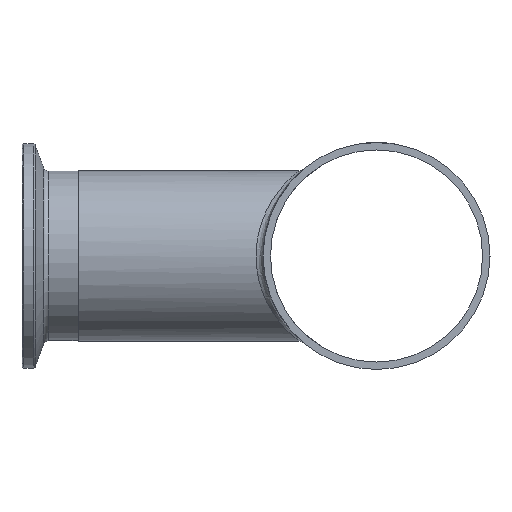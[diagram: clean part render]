
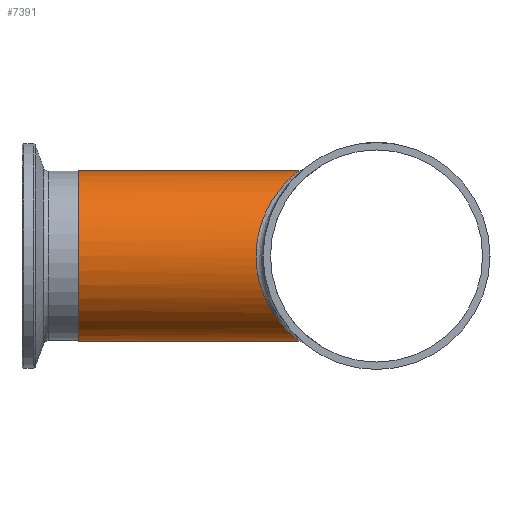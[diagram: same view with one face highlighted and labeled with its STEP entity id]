
A CAD part, left-side view. The second image highlights one B-rep face of the part: STEP entity #7391.
In plain terms, the highlighted cylindrical face has radius 19.05 mm (diameter 38.1 mm), a full revolution.
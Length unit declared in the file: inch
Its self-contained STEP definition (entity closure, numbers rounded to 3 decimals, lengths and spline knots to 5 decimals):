
#163=FACE_BOUND('',#1393,.T.);
#929=FACE_OUTER_BOUND('',#1392,.T.);
#1392=EDGE_LOOP('',(#6865));
#1393=EDGE_LOOP('',(#6866));
#2580=CIRCLE('',#7857,0.75);
#2920=B_SPLINE_CURVE_WITH_KNOTS('',3,(#15991,#15992,#15993,#15994,#15995,
#15996,#15997,#15998,#15999,#16000,#16001,#16002,#16003,#16004,#16005,#16006,
#16007,#16008,#16009,#16010,#16011,#16012,#16013,#16014,#16015),
 .UNSPECIFIED.,.T.,.F.,(4,1,1,1,1,1,1,1,1,1,1,1,1,1,1,1,1,1,1,1,1,1,4),
(0.,0.43397,0.86793,1.73586,2.31449,
2.89311,3.47173,4.05035,4.62897,5.20759,
5.78621,6.07553,6.36484,6.94346,7.52208,
8.1007,8.67932,9.25794,9.83656,10.41519,
11.28312,11.71708,12.15105),.UNSPECIFIED.);
#3643=VERTEX_POINT('',#15862);
#3644=VERTEX_POINT('',#15989);
#4720=EDGE_CURVE('',#3643,#3643,#2580,.T.);
#4722=EDGE_CURVE('',#3644,#3644,#2920,.T.);
#6865=ORIENTED_EDGE('',*,*,#4720,.T.);
#6866=ORIENTED_EDGE('',*,*,#4722,.F.);
#6921=CYLINDRICAL_SURFACE('',#7859,0.75);
#7391=ADVANCED_FACE('',(#929,#163),#6921,.T.);
#7857=AXIS2_PLACEMENT_3D('',#15863,#9299,#9300);
#7859=AXIS2_PLACEMENT_3D('',#16016,#9303,#9304);
#9299=DIRECTION('center_axis',(0.,-1.,0.));
#9300=DIRECTION('ref_axis',(1.,0.,0.));
#9303=DIRECTION('center_axis',(0.,-1.,0.));
#9304=DIRECTION('ref_axis',(1.,0.,0.));
#15862=CARTESIAN_POINT('',(-0.75,2.625,0.));
#15863=CARTESIAN_POINT('Origin',(0.,2.625,0.));
#15989=CARTESIAN_POINT('',(0.,0.68465,0.75));
#15991=CARTESIAN_POINT('Ctrl Pts',(0.,0.68461,
0.75002));
#15992=CARTESIAN_POINT('Ctrl Pts',(-0.05895,0.68461,
0.75002));
#15993=CARTESIAN_POINT('Ctrl Pts',(-0.17684,0.70351,
0.73573));
#15994=CARTESIAN_POINT('Ctrl Pts',(-0.38611,0.79281,
0.65873));
#15995=CARTESIAN_POINT('Ctrl Pts',(-0.56895,0.91848,
0.51343));
#15996=CARTESIAN_POINT('Ctrl Pts',(-0.70415,1.0243,0.29035));
#15997=CARTESIAN_POINT('Ctrl Pts',(-0.76032,1.0712,
0.06062));
#15998=CARTESIAN_POINT('Ctrl Pts',(-0.74093,1.05483,
-0.17915));
#15999=CARTESIAN_POINT('Ctrl Pts',(-0.65246,0.98283,
-0.39159));
#16000=CARTESIAN_POINT('Ctrl Pts',(-0.51371,0.87919,
-0.56011));
#16001=CARTESIAN_POINT('Ctrl Pts',(-0.33692,0.7685,
-0.68177));
#16002=CARTESIAN_POINT('Ctrl Pts',(-0.15753,0.69703,
-0.74051));
#16003=CARTESIAN_POINT('Ctrl Pts',(-0.00002,0.68051,
-0.75317));
#16004=CARTESIAN_POINT('Ctrl Pts',(0.15751,0.697,
-0.74053));
#16005=CARTESIAN_POINT('Ctrl Pts',(0.33692,0.76852,
-0.68176));
#16006=CARTESIAN_POINT('Ctrl Pts',(0.51371,0.87919,
-0.56012));
#16007=CARTESIAN_POINT('Ctrl Pts',(0.65247,0.98282,
-0.39159));
#16008=CARTESIAN_POINT('Ctrl Pts',(0.74095,1.05484,-0.17912));
#16009=CARTESIAN_POINT('Ctrl Pts',(0.76031,1.07119,0.06062));
#16010=CARTESIAN_POINT('Ctrl Pts',(0.70415,1.0243,0.29036));
#16011=CARTESIAN_POINT('Ctrl Pts',(0.56895,0.91848,
0.51343));
#16012=CARTESIAN_POINT('Ctrl Pts',(0.3861,0.7928,
0.65874));
#16013=CARTESIAN_POINT('Ctrl Pts',(0.17684,0.70351,
0.73573));
#16014=CARTESIAN_POINT('Ctrl Pts',(0.05895,0.68461,
0.75002));
#16015=CARTESIAN_POINT('Ctrl Pts',(0.,0.68461,
0.75002));
#16016=CARTESIAN_POINT('Origin',(0.,2.625,0.));
